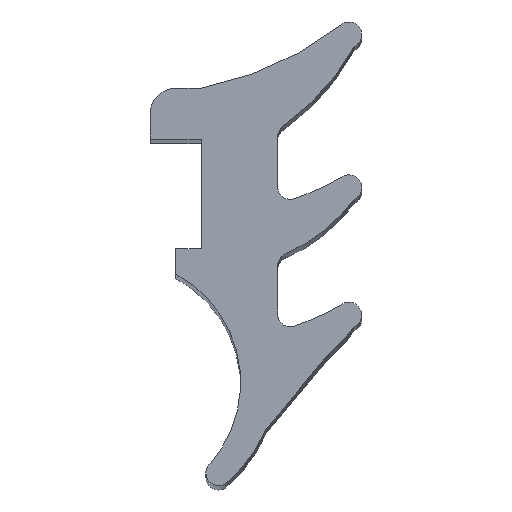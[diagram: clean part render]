
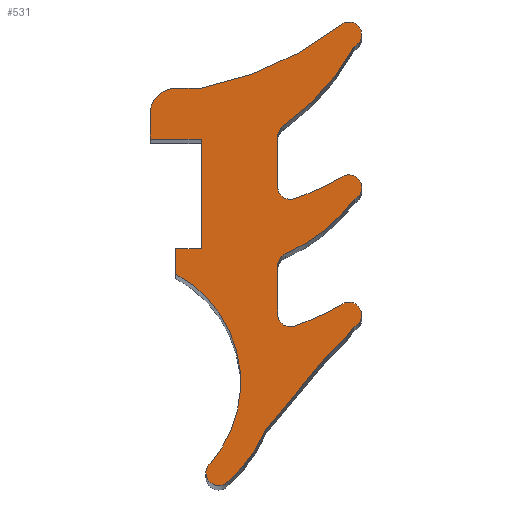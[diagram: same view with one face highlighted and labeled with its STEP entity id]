
A CAD part, top view. The second image highlights one B-rep face of the part: STEP entity #531.
In plain terms, the highlighted planar face has unit normal (0, 0, 1).
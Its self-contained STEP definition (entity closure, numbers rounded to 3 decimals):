
#22=PLANE($,#596);
#50=FACE_OUTER_BOUND($,#78,.T.);
#78=EDGE_LOOP($,(#436,#437,#438,#439,#440,#441,#442,#443,#444,#445,#446,
#447,#448,#449,#450,#451,#452,#453,#454,#455,#456,#457,#458,#459,#460,#461));
#82=LINE($,#780,#126);
#89=LINE($,#810,#133);
#95=LINE($,#834,#139);
#98=LINE($,#840,#142);
#101=LINE($,#846,#145);
#104=LINE($,#852,#148);
#107=LINE($,#858,#151);
#111=LINE($,#870,#155);
#118=LINE($,#900,#162);
#126=VECTOR($,#610,1.905);
#133=VECTOR($,#643,3.814);
#139=VECTOR($,#669,1.);
#142=VECTOR($,#674,1.);
#145=VECTOR($,#679,4.3);
#148=VECTOR($,#684,2.);
#151=VECTOR($,#689,1.);
#155=VECTOR($,#701,1.);
#162=VECTOR($,#734,1.978);
#168=CIRCLE($,#537,0.5);
#170=CIRCLE($,#541,0.5);
#172=CIRCLE($,#544,11.45);
#174=CIRCLE($,#547,0.5);
#176=CIRCLE($,#550,6.586);
#178=CIRCLE($,#554,5.706);
#180=CIRCLE($,#557,0.5);
#182=CIRCLE($,#560,4.824);
#184=CIRCLE($,#568,1.);
#186=CIRCLE($,#572,12.829);
#188=CIRCLE($,#575,0.5);
#190=CIRCLE($,#578,9.101);
#192=CIRCLE($,#581,0.5);
#194=CIRCLE($,#585,0.5);
#196=CIRCLE($,#588,11.45);
#198=CIRCLE($,#591,0.5);
#200=CIRCLE($,#594,6.586);
#202=VERTEX_POINT($,#770);
#203=VERTEX_POINT($,#771);
#206=VERTEX_POINT($,#779);
#208=VERTEX_POINT($,#785);
#210=VERTEX_POINT($,#791);
#212=VERTEX_POINT($,#797);
#214=VERTEX_POINT($,#803);
#216=VERTEX_POINT($,#809);
#218=VERTEX_POINT($,#815);
#220=VERTEX_POINT($,#821);
#222=VERTEX_POINT($,#827);
#224=VERTEX_POINT($,#833);
#226=VERTEX_POINT($,#839);
#228=VERTEX_POINT($,#845);
#230=VERTEX_POINT($,#851);
#232=VERTEX_POINT($,#857);
#234=VERTEX_POINT($,#863);
#236=VERTEX_POINT($,#869);
#238=VERTEX_POINT($,#875);
#240=VERTEX_POINT($,#881);
#242=VERTEX_POINT($,#887);
#244=VERTEX_POINT($,#893);
#246=VERTEX_POINT($,#899);
#248=VERTEX_POINT($,#905);
#250=VERTEX_POINT($,#911);
#252=VERTEX_POINT($,#917);
#254=EDGE_CURVE($,#202,#203,#168,.T.);
#258=EDGE_CURVE($,#203,#206,#82,.T.);
#261=EDGE_CURVE($,#206,#208,#170,.T.);
#264=EDGE_CURVE($,#208,#210,#172,.T.);
#267=EDGE_CURVE($,#210,#212,#174,.T.);
#270=EDGE_CURVE($,#212,#214,#176,.T.);
#273=EDGE_CURVE($,#214,#216,#89,.T.);
#276=EDGE_CURVE($,#216,#218,#178,.T.);
#279=EDGE_CURVE($,#218,#220,#180,.T.);
#282=EDGE_CURVE($,#220,#222,#182,.T.);
#285=EDGE_CURVE($,#222,#224,#95,.T.);
#288=EDGE_CURVE($,#224,#226,#98,.T.);
#291=EDGE_CURVE($,#226,#228,#101,.T.);
#294=EDGE_CURVE($,#228,#230,#104,.T.);
#297=EDGE_CURVE($,#230,#232,#107,.T.);
#300=EDGE_CURVE($,#232,#234,#184,.T.);
#303=EDGE_CURVE($,#234,#236,#111,.T.);
#306=EDGE_CURVE($,#236,#238,#186,.T.);
#309=EDGE_CURVE($,#238,#240,#188,.T.);
#312=EDGE_CURVE($,#240,#242,#190,.T.);
#315=EDGE_CURVE($,#242,#244,#192,.T.);
#318=EDGE_CURVE($,#244,#246,#118,.T.);
#321=EDGE_CURVE($,#246,#248,#194,.T.);
#324=EDGE_CURVE($,#248,#250,#196,.T.);
#327=EDGE_CURVE($,#250,#252,#198,.T.);
#330=EDGE_CURVE($,#252,#202,#200,.T.);
#436=ORIENTED_EDGE($,*,*,#294,.F.);
#437=ORIENTED_EDGE($,*,*,#291,.F.);
#438=ORIENTED_EDGE($,*,*,#288,.F.);
#439=ORIENTED_EDGE($,*,*,#285,.F.);
#440=ORIENTED_EDGE($,*,*,#282,.F.);
#441=ORIENTED_EDGE($,*,*,#279,.F.);
#442=ORIENTED_EDGE($,*,*,#276,.F.);
#443=ORIENTED_EDGE($,*,*,#273,.F.);
#444=ORIENTED_EDGE($,*,*,#270,.F.);
#445=ORIENTED_EDGE($,*,*,#267,.F.);
#446=ORIENTED_EDGE($,*,*,#264,.F.);
#447=ORIENTED_EDGE($,*,*,#261,.F.);
#448=ORIENTED_EDGE($,*,*,#258,.F.);
#449=ORIENTED_EDGE($,*,*,#254,.F.);
#450=ORIENTED_EDGE($,*,*,#330,.F.);
#451=ORIENTED_EDGE($,*,*,#327,.F.);
#452=ORIENTED_EDGE($,*,*,#324,.F.);
#453=ORIENTED_EDGE($,*,*,#321,.F.);
#454=ORIENTED_EDGE($,*,*,#318,.F.);
#455=ORIENTED_EDGE($,*,*,#315,.F.);
#456=ORIENTED_EDGE($,*,*,#312,.F.);
#457=ORIENTED_EDGE($,*,*,#309,.F.);
#458=ORIENTED_EDGE($,*,*,#306,.F.);
#459=ORIENTED_EDGE($,*,*,#303,.F.);
#460=ORIENTED_EDGE($,*,*,#300,.F.);
#461=ORIENTED_EDGE($,*,*,#297,.F.);
#531=ADVANCED_FACE($,(#50),#22,.T.);
#537=AXIS2_PLACEMENT_3D($,#772,#602,#603);
#541=AXIS2_PLACEMENT_3D($,#786,#615,#616);
#544=AXIS2_PLACEMENT_3D($,#792,#622,#623);
#547=AXIS2_PLACEMENT_3D($,#798,#629,#630);
#550=AXIS2_PLACEMENT_3D($,#804,#636,#637);
#554=AXIS2_PLACEMENT_3D($,#816,#648,#649);
#557=AXIS2_PLACEMENT_3D($,#822,#655,#656);
#560=AXIS2_PLACEMENT_3D($,#828,#662,#663);
#568=AXIS2_PLACEMENT_3D($,#864,#694,#695);
#572=AXIS2_PLACEMENT_3D($,#876,#706,#707);
#575=AXIS2_PLACEMENT_3D($,#882,#713,#714);
#578=AXIS2_PLACEMENT_3D($,#888,#720,#721);
#581=AXIS2_PLACEMENT_3D($,#894,#727,#728);
#585=AXIS2_PLACEMENT_3D($,#906,#739,#740);
#588=AXIS2_PLACEMENT_3D($,#912,#746,#747);
#591=AXIS2_PLACEMENT_3D($,#918,#753,#754);
#594=AXIS2_PLACEMENT_3D($,#923,#760,#761);
#596=AXIS2_PLACEMENT_3D($,#925,#764,#765);
#602=DIRECTION('center_axis',(0.,0.,1.));
#603=DIRECTION('ref_axis',(0.394,-0.919,0.));
#610=DIRECTION($,(0.,-1.,0.));
#615=DIRECTION('center_axis',(0.,0.,1.));
#616=DIRECTION('ref_axis',(1.,0.,0.));
#622=DIRECTION('center_axis',(0.,0.,1.));
#623=DIRECTION('ref_axis',(-0.335,0.942,0.));
#629=DIRECTION('center_axis',(0.,0.,-1.));
#630=DIRECTION('ref_axis',(0.416,-0.909,0.));
#636=DIRECTION('center_axis',(0.,0.,-1.));
#637=DIRECTION('ref_axis',(0.649,-0.761,0.));
#643=DIRECTION($,(-0.64,-0.769,0.));
#648=DIRECTION('center_axis',(0.,0.,-1.));
#649=DIRECTION('ref_axis',(0.651,-0.759,0.));
#655=DIRECTION('center_axis',(0.,0.,-1.));
#656=DIRECTION('ref_axis',(-0.651,0.759,0.));
#662=DIRECTION('center_axis',(0.,0.,1.));
#663=DIRECTION('ref_axis',(-0.754,0.657,0.));
#669=DIRECTION($,(0.,1.,0.));
#674=DIRECTION($,(1.,0.,0.));
#679=DIRECTION($,(0.,1.,0.));
#684=DIRECTION($,(-1.,0.,0.));
#689=DIRECTION($,(0.,1.,0.));
#694=DIRECTION('center_axis',(0.,0.,-1.));
#695=DIRECTION('ref_axis',(0.,1.,0.));
#701=DIRECTION($,(1.,0.,0.));
#706=DIRECTION('center_axis',(0.,0.,1.));
#707=DIRECTION('ref_axis',(-0.186,0.982,0.));
#713=DIRECTION('center_axis',(0.,0.,-1.));
#714=DIRECTION('ref_axis',(0.416,-0.909,0.));
#720=DIRECTION('center_axis',(0.,0.,-1.));
#721=DIRECTION('ref_axis',(0.572,-0.821,0.));
#727=DIRECTION('center_axis',(0.,0.,1.));
#728=DIRECTION('ref_axis',(0.572,-0.821,0.));
#734=DIRECTION($,(0.,-1.,0.));
#739=DIRECTION('center_axis',(0.,0.,1.));
#740=DIRECTION('ref_axis',(1.,0.,0.));
#746=DIRECTION('center_axis',(0.,0.,1.));
#747=DIRECTION('ref_axis',(-0.335,0.942,0.));
#753=DIRECTION('center_axis',(0.,0.,-1.));
#754=DIRECTION('ref_axis',(0.416,-0.909,0.));
#760=DIRECTION('center_axis',(0.,0.,-1.));
#761=DIRECTION('ref_axis',(0.394,-0.919,0.));
#764=DIRECTION('center_axis',(0.,0.,1.));
#765=DIRECTION('ref_axis',(1.,0.,0.));
#770=CARTESIAN_POINT('',(3.303,-4.505,100.));
#771=CARTESIAN_POINT('',(3.,-4.964,100.));
#772=CARTESIAN_POINT('Origin',(3.5,-4.964,100.));
#779=CARTESIAN_POINT('',(3.,-6.869,100.));
#780=CARTESIAN_POINT($,(3.,-4.734,100.));
#785=CARTESIAN_POINT('',(3.667,-7.34,100.));
#786=CARTESIAN_POINT('Origin',(3.5,-6.869,100.));
#791=CARTESIAN_POINT('',(5.55,-6.472,100.));
#792=CARTESIAN_POINT('Origin',(-0.167,3.448,100.));
#797=CARTESIAN_POINT('',(6.008,-7.359,100.));
#798=CARTESIAN_POINT('Origin',(5.8,-6.905,100.));
#803=CARTESIAN_POINT('',(4.979,-8.464,100.));
#804=CARTESIAN_POINT('Origin',(0.707,-3.452,100.));
#809=CARTESIAN_POINT('',(2.539,-11.396,100.));
#810=CARTESIAN_POINT($,(5.374,-7.99,100.));
#815=CARTESIAN_POINT('',(1.008,-13.481,100.));
#816=CARTESIAN_POINT('Origin',(-2.706,-9.15,100.));
#821=CARTESIAN_POINT('',(0.357,-12.722,100.));
#822=CARTESIAN_POINT('Origin',(0.683,-13.102,100.));
#827=CARTESIAN_POINT('',(-1.,-5.3,100.));
#828=CARTESIAN_POINT('Origin',(-3.278,-9.552,100.));
#833=CARTESIAN_POINT('',(-1.,-4.3,100.));
#834=CARTESIAN_POINT($,(-1.,-4.902,100.));
#839=CARTESIAN_POINT('',(0.,-4.3,100.));
#840=CARTESIAN_POINT($,(0.575,-4.3,100.));
#845=CARTESIAN_POINT('',(0.,0.,100.));
#846=CARTESIAN_POINT($,(0.,-4.402,100.));
#851=CARTESIAN_POINT('',(-2.,0.,100.));
#852=CARTESIAN_POINT($,(1.075,0.,100.));
#857=CARTESIAN_POINT('',(-2.,1.,100.));
#858=CARTESIAN_POINT($,(-2.,-2.252,100.));
#863=CARTESIAN_POINT('',(-1.,2.,100.));
#864=CARTESIAN_POINT('Origin',(-1.,1.,100.));
#869=CARTESIAN_POINT('',(0.,2.,100.));
#870=CARTESIAN_POINT($,(0.575,2.,100.));
#875=CARTESIAN_POINT('',(5.55,4.528,100.));
#876=CARTESIAN_POINT('Origin',(-2.39,14.604,100.));
#881=CARTESIAN_POINT('',(6.008,3.641,100.));
#882=CARTESIAN_POINT('Origin',(5.8,4.095,100.));
#887=CARTESIAN_POINT('',(3.214,0.519,100.));
#888=CARTESIAN_POINT('Origin',(-1.988,7.986,100.));
#893=CARTESIAN_POINT('',(3.,0.109,100.));
#894=CARTESIAN_POINT('Origin',(3.5,0.109,100.));
#899=CARTESIAN_POINT('',(3.,-1.869,100.));
#900=CARTESIAN_POINT($,(3.,-2.197,100.));
#905=CARTESIAN_POINT('',(3.667,-2.34,100.));
#906=CARTESIAN_POINT('Origin',(3.5,-1.869,100.));
#911=CARTESIAN_POINT('',(5.55,-1.472,100.));
#912=CARTESIAN_POINT('Origin',(-0.167,8.448,100.));
#917=CARTESIAN_POINT('',(6.008,-2.359,100.));
#918=CARTESIAN_POINT('Origin',(5.8,-1.905,100.));
#923=CARTESIAN_POINT('Origin',(0.707,1.548,100.));
#925=CARTESIAN_POINT('Origin',(2.15,-4.503,100.));
